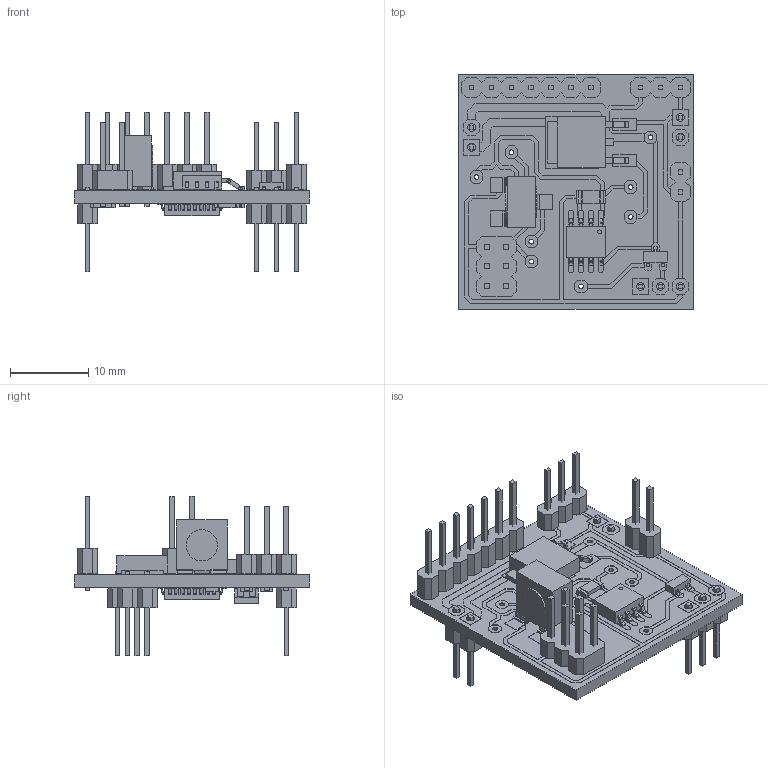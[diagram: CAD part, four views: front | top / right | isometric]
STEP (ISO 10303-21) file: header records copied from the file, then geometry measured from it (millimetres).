
FILE_DESCRIPTION (( 'STEP AP214' ), '1' );
FILE_NAME ('Zeitschaltung', '', ( '' ), ( '' ), 'STEP 3.0', 'TARGET 3001!', '' );
FILE_SCHEMA (( 'AUTOMOTIVE_DESIGN' ));
Length unit declared in the file: millimetre
Products named in the file (19): Zeitschaltung_Board; Zeitschaltung_PadsAndTracks; Zeitschaltung_K1; Zeitschaltung_K2; Zeitschaltung_K3; Zeitschaltung_K4; Zeitschaltung_K6; Zeitschaltung_IC3; Zeitschaltung_D5; Zeitschaltung_R1; Zeitschaltung_R5; Zeitschaltung_K5; Zeitschaltung_R4; Zeitschaltung_X2; Zeitschaltung_C2; Zeitschaltung_R2; Zeitschaltung_T1; Zeitschaltung_K7; Zeitschaltung_T2
Bounding box: 30 x 30 x 20.34 mm (x, y, z)
Volume: 2396.9 mm3; surface area: 5818.5 mm2
Topology: 480 solids, 480 shells, 4221 faces, 9783 edges, 6522 vertices
Faces by surface type: plane 3823, cylinder 398
Entity records: 97511 total; most frequent: ORIENTED_EDGE 19566, DIRECTION 13008, EDGE_CURVE 9783, LINE 8987, VECTOR 8788, CARTESIAN_POINT 6920, VERTEX_POINT 6522, EDGE_LOOP 4419
